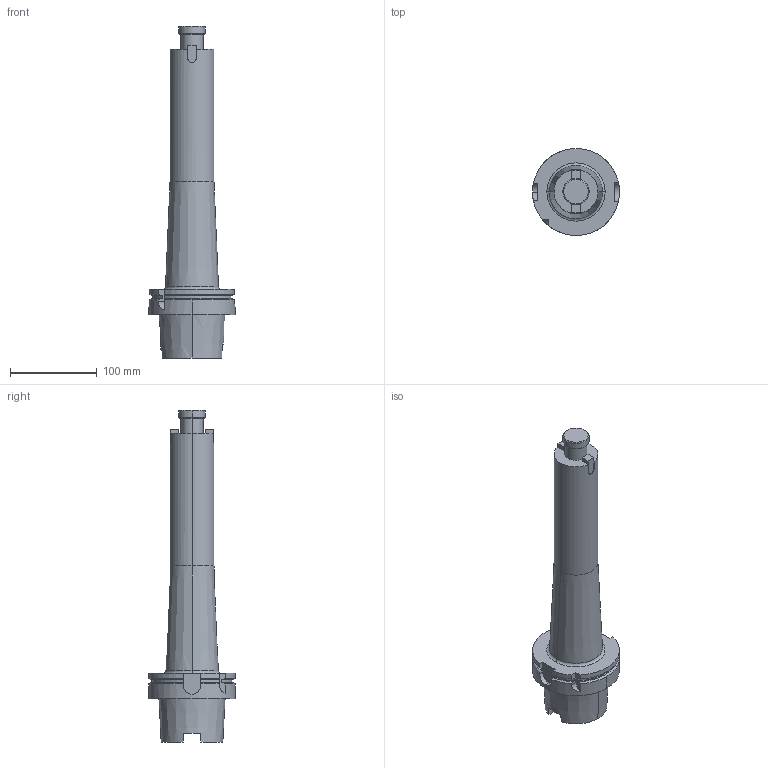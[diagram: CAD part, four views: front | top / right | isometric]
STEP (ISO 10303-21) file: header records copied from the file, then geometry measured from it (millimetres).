
FILE_DESCRIPTION (( 'STEP AP203' ), '1' );
FILE_NAME ('STP-5075-151-A64-1200-AA(SATE-95903-12).STEP', '2021-06-10T03:55:42', ( '' ), ( '' ), 'SwSTEP 2.0', 'SolidWorks 2017', '' );
FILE_SCHEMA (( 'CONFIG_CONTROL_DESIGN' ));
Length unit declared in the file: millimetre
Products named in the file (1): STP-5075-151-A64-1200-AA(SATE-95903-12)
Bounding box: 100 x 100 x 381.65 mm (x, y, z)
Volume: 882205.4 mm3; surface area: 100847 mm2
Topology: 4 solids, 4 shells, 112 faces, 278 edges, 179 vertices
Faces by surface type: plane 47, cylinder 41, cone 18, torus 6
Entity records: 3713 total; most frequent: CARTESIAN_POINT 935, DIRECTION 582, ORIENTED_EDGE 556, EDGE_CURVE 278, AXIS2_PLACEMENT_3D 222, VERTEX_POINT 179, VECTOR 138, LINE 138
